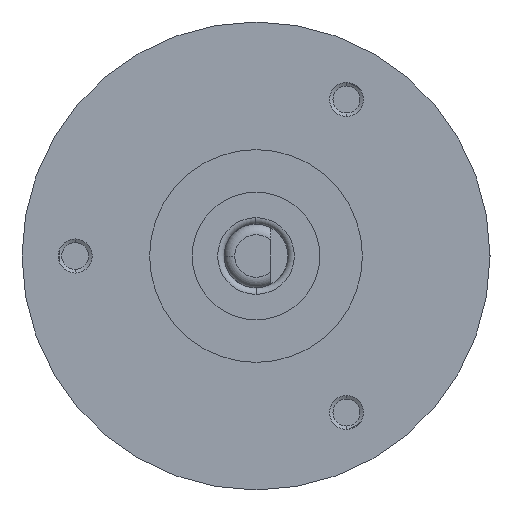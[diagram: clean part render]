
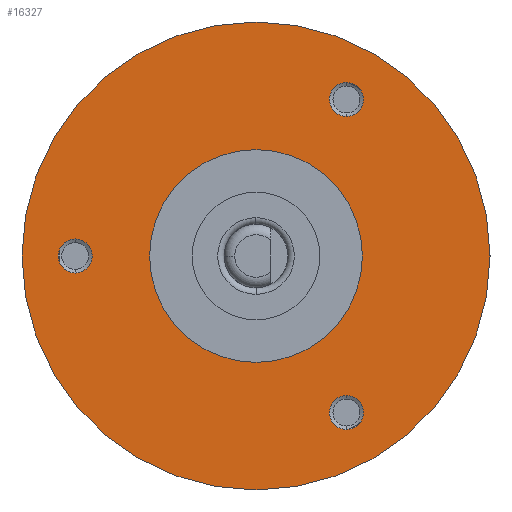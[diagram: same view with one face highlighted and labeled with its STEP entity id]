
A CAD part, left-side view. The second image highlights one B-rep face of the part: STEP entity #16327.
In plain terms, the highlighted planar face has unit normal (-1, 0, 0).
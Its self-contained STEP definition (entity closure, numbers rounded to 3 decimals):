
#370 = VERTEX_POINT ( 'NONE', #17431 ) ;
#410 = ORIENTED_EDGE ( 'NONE', *, *, #24630, .F. ) ;
#850 = DIRECTION ( 'NONE',  ( -1., 0., 0. ) ) ;
#983 = CIRCLE ( 'NONE', #3775, 11. ) ;
#1281 = EDGE_CURVE ( 'NONE', #6439, #24976, #9161, .T. ) ;
#1349 = AXIS2_PLACEMENT_3D ( 'NONE', #32896, #27544, #27723 ) ;
#1829 = ORIENTED_EDGE ( 'NONE', *, *, #29498, .F. ) ;
#1910 = CARTESIAN_POINT ( 'NONE',  ( 0., 8.5, -0.8 ) ) ;
#2261 = CARTESIAN_POINT ( 'NONE',  ( 0., 0., 11. ) ) ;
#2347 = CARTESIAN_POINT ( 'NONE',  ( 0., -4.25, -7.361 ) ) ;
#2801 = DIRECTION ( 'NONE',  ( 0., 0., 1. ) ) ;
#3707 = CARTESIAN_POINT ( 'NONE',  ( 0., 0., -11. ) ) ;
#3775 = AXIS2_PLACEMENT_3D ( 'NONE', #4599, #22691, #17476 ) ;
#4232 = VERTEX_POINT ( 'NONE', #8073 ) ;
#4599 = CARTESIAN_POINT ( 'NONE',  ( 0., 0., 0. ) ) ;
#4867 = EDGE_LOOP ( 'NONE', ( #19555, #21926 ) ) ;
#4952 = CIRCLE ( 'NONE', #18867, 0.8 ) ;
#5058 = FACE_BOUND ( 'NONE', #25100, .T. ) ;
#5093 = DIRECTION ( 'NONE',  ( -1., 0., 0. ) ) ;
#5437 = CARTESIAN_POINT ( 'NONE',  ( 0., -4.25, 7.361 ) ) ;
#5811 = CARTESIAN_POINT ( 'NONE',  ( 0., -4.25, 8.161 ) ) ;
#6439 = VERTEX_POINT ( 'NONE', #2261 ) ;
#6869 = AXIS2_PLACEMENT_3D ( 'NONE', #27672, #850, #16350 ) ;
#7449 = EDGE_CURVE ( 'NONE', #7838, #21972, #33833, .T. ) ;
#7838 = VERTEX_POINT ( 'NONE', #11921 ) ;
#8073 = CARTESIAN_POINT ( 'NONE',  ( 0., -4.25, -6.561 ) ) ;
#9042 = EDGE_LOOP ( 'NONE', ( #14824, #18148 ) ) ;
#9161 = CIRCLE ( 'NONE', #1349, 11. ) ;
#9633 = CIRCLE ( 'NONE', #27442, 0.8 ) ;
#10488 = EDGE_LOOP ( 'NONE', ( #1829, #23936 ) ) ;
#10606 = PLANE ( 'NONE',  #20067 ) ;
#11921 = CARTESIAN_POINT ( 'NONE',  ( 0., 8.5, 0.8 ) ) ;
#12352 = EDGE_CURVE ( 'NONE', #29747, #33447, #34068, .T. ) ;
#13381 = DIRECTION ( 'NONE',  ( 1., 0., 0. ) ) ;
#13676 = AXIS2_PLACEMENT_3D ( 'NONE', #30160, #19189, #32728 ) ;
#13749 = AXIS2_PLACEMENT_3D ( 'NONE', #23792, #29366, #34196 ) ;
#14516 = CARTESIAN_POINT ( 'NONE',  ( 0., -4.25, 6.561 ) ) ;
#14743 = EDGE_CURVE ( 'NONE', #33447, #29747, #22712, .T. ) ;
#14824 = ORIENTED_EDGE ( 'NONE', *, *, #1281, .F. ) ;
#16327 = ADVANCED_FACE ( 'NONE', ( #31493, #5058, #31179, #18459, #34258 ), #10606, .F. ) ;
#16350 = DIRECTION ( 'NONE',  ( 0., 0., 1. ) ) ;
#16369 = ORIENTED_EDGE ( 'NONE', *, *, #32947, .F. ) ;
#16638 = ORIENTED_EDGE ( 'NONE', *, *, #7449, .F. ) ;
#17431 = CARTESIAN_POINT ( 'NONE',  ( 0., -4.25, -8.161 ) ) ;
#17476 = DIRECTION ( 'NONE',  ( 0., 0., -1. ) ) ;
#17652 = DIRECTION ( 'NONE',  ( 0., 0., 1. ) ) ;
#17781 = AXIS2_PLACEMENT_3D ( 'NONE', #2347, #23942, #23764 ) ;
#18148 = ORIENTED_EDGE ( 'NONE', *, *, #30977, .F. ) ;
#18459 = FACE_BOUND ( 'NONE', #4867, .T. ) ;
#18612 = DIRECTION ( 'NONE',  ( -1., 0., 0. ) ) ;
#18649 = DIRECTION ( 'NONE',  ( -1., 0., 0. ) ) ;
#18867 = AXIS2_PLACEMENT_3D ( 'NONE', #31994, #18612, #31655 ) ;
#18998 = CARTESIAN_POINT ( 'NONE',  ( 0., 8.5, 0. ) ) ;
#19189 = DIRECTION ( 'NONE',  ( -1., 0., 0. ) ) ;
#19433 = VERTEX_POINT ( 'NONE', #5811 ) ;
#19555 = ORIENTED_EDGE ( 'NONE', *, *, #12352, .F. ) ;
#20067 = AXIS2_PLACEMENT_3D ( 'NONE', #29256, #13381, #24030 ) ;
#20252 = DIRECTION ( 'NONE',  ( -1., 0., 0. ) ) ;
#21108 = DIRECTION ( 'NONE',  ( 0., 0., 1. ) ) ;
#21595 = AXIS2_PLACEMENT_3D ( 'NONE', #31212, #20252, #17652 ) ;
#21926 = ORIENTED_EDGE ( 'NONE', *, *, #14743, .F. ) ;
#21972 = VERTEX_POINT ( 'NONE', #1910 ) ;
#22480 = EDGE_LOOP ( 'NONE', ( #16638, #410 ) ) ;
#22691 = DIRECTION ( 'NONE',  ( 1., 0., 0. ) ) ;
#22712 = CIRCLE ( 'NONE', #21595, 5. ) ;
#23764 = DIRECTION ( 'NONE',  ( 0., 0., 1. ) ) ;
#23792 = CARTESIAN_POINT ( 'NONE',  ( 0., 8.5, 0. ) ) ;
#23797 = CIRCLE ( 'NONE', #13749, 0.8 ) ;
#23936 = ORIENTED_EDGE ( 'NONE', *, *, #33651, .F. ) ;
#23942 = DIRECTION ( 'NONE',  ( -1., 0., 0. ) ) ;
#24030 = DIRECTION ( 'NONE',  ( 0., 0., -1. ) ) ;
#24630 = EDGE_CURVE ( 'NONE', #21972, #7838, #23797, .T. ) ;
#24976 = VERTEX_POINT ( 'NONE', #3707 ) ;
#25100 = EDGE_LOOP ( 'NONE', ( #25227, #16369 ) ) ;
#25227 = ORIENTED_EDGE ( 'NONE', *, *, #26540, .F. ) ;
#26540 = EDGE_CURVE ( 'NONE', #19433, #29199, #9633, .T. ) ;
#27442 = AXIS2_PLACEMENT_3D ( 'NONE', #5437, #5093, #21108 ) ;
#27544 = DIRECTION ( 'NONE',  ( 1., 0., 0. ) ) ;
#27672 = CARTESIAN_POINT ( 'NONE',  ( 0., 0., 0. ) ) ;
#27723 = DIRECTION ( 'NONE',  ( 0., 0., -1. ) ) ;
#29199 = VERTEX_POINT ( 'NONE', #14516 ) ;
#29256 = CARTESIAN_POINT ( 'NONE',  ( 0., 0., 0. ) ) ;
#29366 = DIRECTION ( 'NONE',  ( -1., 0., 0. ) ) ;
#29498 = EDGE_CURVE ( 'NONE', #4232, #370, #31470, .T. ) ;
#29747 = VERTEX_POINT ( 'NONE', #32494 ) ;
#29984 = AXIS2_PLACEMENT_3D ( 'NONE', #18998, #18649, #2801 ) ;
#30160 = CARTESIAN_POINT ( 'NONE',  ( 0., -4.25, -7.361 ) ) ;
#30914 = CARTESIAN_POINT ( 'NONE',  ( 0., 0., 5. ) ) ;
#30977 = EDGE_CURVE ( 'NONE', #24976, #6439, #983, .T. ) ;
#31179 = FACE_BOUND ( 'NONE', #10488, .T. ) ;
#31212 = CARTESIAN_POINT ( 'NONE',  ( 0., 0., 0. ) ) ;
#31470 = CIRCLE ( 'NONE', #13676, 0.8 ) ;
#31493 = FACE_BOUND ( 'NONE', #22480, .T. ) ;
#31655 = DIRECTION ( 'NONE',  ( 0., 0., 1. ) ) ;
#31994 = CARTESIAN_POINT ( 'NONE',  ( 0., -4.25, 7.361 ) ) ;
#32494 = CARTESIAN_POINT ( 'NONE',  ( 0., 0., -5. ) ) ;
#32728 = DIRECTION ( 'NONE',  ( 0., 0., 1. ) ) ;
#32738 = CIRCLE ( 'NONE', #17781, 0.8 ) ;
#32896 = CARTESIAN_POINT ( 'NONE',  ( 0., 0., 0. ) ) ;
#32947 = EDGE_CURVE ( 'NONE', #29199, #19433, #4952, .T. ) ;
#33447 = VERTEX_POINT ( 'NONE', #30914 ) ;
#33651 = EDGE_CURVE ( 'NONE', #370, #4232, #32738, .T. ) ;
#33833 = CIRCLE ( 'NONE', #29984, 0.8 ) ;
#34068 = CIRCLE ( 'NONE', #6869, 5. ) ;
#34196 = DIRECTION ( 'NONE',  ( 0., 0., 1. ) ) ;
#34258 = FACE_OUTER_BOUND ( 'NONE', #9042, .T. ) ;
